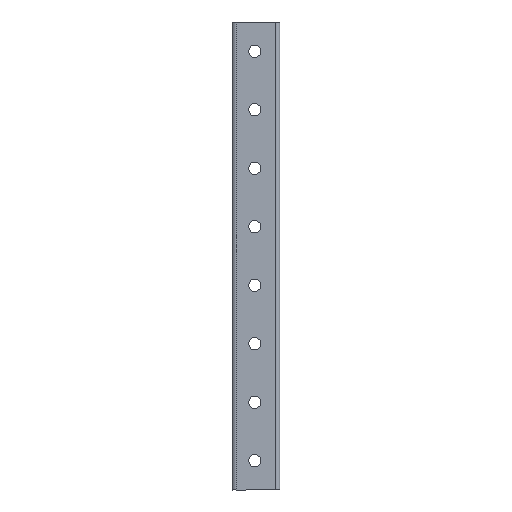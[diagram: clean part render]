
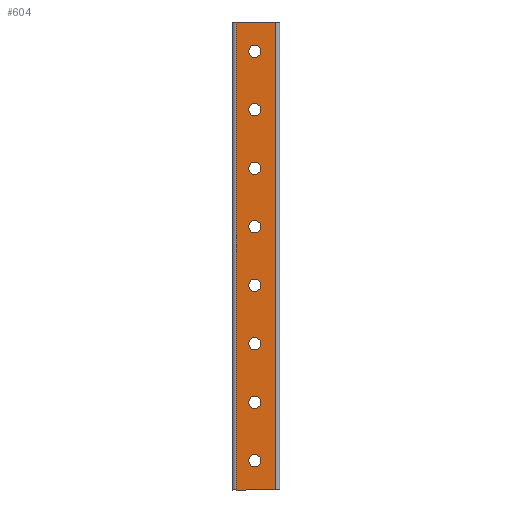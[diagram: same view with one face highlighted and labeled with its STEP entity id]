
A CAD part, left-side view. The second image highlights one B-rep face of the part: STEP entity #604.
In plain terms, the highlighted planar face has unit normal (-1, 0, 0).
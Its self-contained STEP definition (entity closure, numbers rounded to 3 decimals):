
#10 = VERTEX_POINT ( 'NONE', #2466 ) ;
#38 = ORIENTED_EDGE ( 'NONE', *, *, #1611, .T. ) ;
#39 = ORIENTED_EDGE ( 'NONE', *, *, #1566, .F. ) ;
#87 = ORIENTED_EDGE ( 'NONE', *, *, #1503, .T. ) ;
#88 = ORIENTED_EDGE ( 'NONE', *, *, #1608, .F. ) ;
#136 = ORIENTED_EDGE ( 'NONE', *, *, #1586, .F. ) ;
#137 = ORIENTED_EDGE ( 'NONE', *, *, #1531, .F. ) ;
#162 = VERTEX_POINT ( 'NONE', #2556 ) ;
#163 = VERTEX_POINT ( 'NONE', #2555 ) ;
#184 = ORIENTED_EDGE ( 'NONE', *, *, #1459, .F. ) ;
#185 = ORIENTED_EDGE ( 'NONE', *, *, #1455, .F. ) ;
#186 = ORIENTED_EDGE ( 'NONE', *, *, #1558, .F. ) ;
#234 = ORIENTED_EDGE ( 'NONE', *, *, #1594, .T. ) ;
#235 = ORIENTED_EDGE ( 'NONE', *, *, #1573, .F. ) ;
#236 = ORIENTED_EDGE ( 'NONE', *, *, #1654, .F. ) ;
#255 = VERTEX_POINT ( 'NONE', #2584 ) ;
#604 = ADVANCED_FACE ( 'NONE', ( #1277, #1274, #1279, #1281, #1276, #1273, #1272, #1271, #1270 ), #653, .F. ) ;
#633 = DIRECTION ( 'NONE',  ( 0., 1., 0. ) ) ;
#653 = PLANE ( 'NONE',  #1707 ) ;
#772 = CARTESIAN_POINT ( 'NONE',  ( -20.5, 21.5, 125. ) ) ;
#802 = DIRECTION ( 'NONE',  ( 0., -1., 0. ) ) ;
#809 = DIRECTION ( 'NONE',  ( -1., 0., 0. ) ) ;
#811 = DIRECTION ( 'NONE',  ( 1., 0., 0. ) ) ;
#818 = DIRECTION ( 'NONE',  ( 0., 0., -1. ) ) ;
#831 = CARTESIAN_POINT ( 'NONE',  ( -20.5, 37.5, 1500. ) ) ;
#843 = CARTESIAN_POINT ( 'NONE',  ( -20.5, 3.5, 1500. ) ) ;
#855 = CIRCLE ( 'NONE', #1405, 5.25 ) ;
#857 = CIRCLE ( 'NONE', #1477, 5.25 ) ;
#876 = CIRCLE ( 'NONE', #1335, 5.25 ) ;
#913 = VECTOR ( 'NONE', #2003, 1000. ) ;
#917 = LINE ( 'NONE', #1994, #913 ) ;
#921 = CIRCLE ( 'NONE', #1342, 5.25 ) ;
#944 = VECTOR ( 'NONE', #1964, 1000. ) ;
#959 = LINE ( 'NONE', #1965, #944 ) ;
#981 = VERTEX_POINT ( 'NONE', #1733 ) ;
#989 = VERTEX_POINT ( 'NONE', #1931 ) ;
#998 = CIRCLE ( 'NONE', #1480, 5.25 ) ;
#1002 = VERTEX_POINT ( 'NONE', #1859 ) ;
#1041 = VERTEX_POINT ( 'NONE', #1841 ) ;
#1046 = VERTEX_POINT ( 'NONE', #1874 ) ;
#1051 = VERTEX_POINT ( 'NONE', #1831 ) ;
#1057 = VERTEX_POINT ( 'NONE', #1737 ) ;
#1060 = VERTEX_POINT ( 'NONE', #2446 ) ;
#1071 = CIRCLE ( 'NONE', #1543, 5.25 ) ;
#1097 = CIRCLE ( 'NONE', #1376, 5.25 ) ;
#1130 = VECTOR ( 'NONE', #2018, 1000. ) ;
#1133 = LINE ( 'NONE', #1979, #1130 ) ;
#1177 = VECTOR ( 'NONE', #818, 1000. ) ;
#1181 = LINE ( 'NONE', #843, #1177 ) ;
#1187 = CIRCLE ( 'NONE', #1697, 5.25 ) ;
#1270 = FACE_OUTER_BOUND ( 'NONE', #2299, .T. ) ;
#1271 = FACE_BOUND ( 'NONE', #2399, .T. ) ;
#1272 = FACE_BOUND ( 'NONE', #2164, .T. ) ;
#1273 = FACE_BOUND ( 'NONE', #2251, .T. ) ;
#1274 = FACE_BOUND ( 'NONE', #2252, .T. ) ;
#1276 = FACE_BOUND ( 'NONE', #2350, .T. ) ;
#1277 = FACE_BOUND ( 'NONE', #2203, .T. ) ;
#1279 = FACE_BOUND ( 'NONE', #2300, .T. ) ;
#1281 = FACE_BOUND ( 'NONE', #2202, .T. ) ;
#1335 = AXIS2_PLACEMENT_3D ( 'NONE', #2037, #1956, #1955 ) ;
#1342 = AXIS2_PLACEMENT_3D ( 'NONE', #1921, #1904, #1910 ) ;
#1376 = AXIS2_PLACEMENT_3D ( 'NONE', #1786, #1810, #1808 ) ;
#1405 = AXIS2_PLACEMENT_3D ( 'NONE', #1996, #1833, #2142 ) ;
#1455 = EDGE_CURVE ( 'NONE', #989, #989, #1187, .T. ) ;
#1459 = EDGE_CURVE ( 'NONE', #10, #255, #1181, .T. ) ;
#1477 = AXIS2_PLACEMENT_3D ( 'NONE', #1856, #2145, #2044 ) ;
#1480 = AXIS2_PLACEMENT_3D ( 'NONE', #2146, #2055, #2053 ) ;
#1503 = EDGE_CURVE ( 'NONE', #162, #163, #1133, .T. ) ;
#1531 = EDGE_CURVE ( 'NONE', #981, #981, #1097, .T. ) ;
#1543 = AXIS2_PLACEMENT_3D ( 'NONE', #1843, #1837, #1750 ) ;
#1558 = EDGE_CURVE ( 'NONE', #1002, #1002, #1071, .T. ) ;
#1566 = EDGE_CURVE ( 'NONE', #1051, #1051, #857, .T. ) ;
#1573 = EDGE_CURVE ( 'NONE', #1041, #1041, #998, .T. ) ;
#1586 = EDGE_CURVE ( 'NONE', #1057, #1057, #855, .T. ) ;
#1594 = EDGE_CURVE ( 'NONE', #163, #255, #959, .T. ) ;
#1608 = EDGE_CURVE ( 'NONE', #1046, #1046, #921, .T. ) ;
#1611 = EDGE_CURVE ( 'NONE', #10, #162, #917, .T. ) ;
#1654 = EDGE_CURVE ( 'NONE', #1060, #1060, #876, .T. ) ;
#1697 = AXIS2_PLACEMENT_3D ( 'NONE', #772, #809, #802 ) ;
#1707 = AXIS2_PLACEMENT_3D ( 'NONE', #831, #811, #633 ) ;
#1733 = CARTESIAN_POINT ( 'NONE',  ( -20.5, 16.25, -75. ) ) ;
#1737 = CARTESIAN_POINT ( 'NONE',  ( -20.5, 16.25, 175. ) ) ;
#1750 = DIRECTION ( 'NONE',  ( 0., -1., 0. ) ) ;
#1786 = CARTESIAN_POINT ( 'NONE',  ( -20.5, 21.5, -75. ) ) ;
#1808 = DIRECTION ( 'NONE',  ( 0., -1., 0. ) ) ;
#1810 = DIRECTION ( 'NONE',  ( -1., 0., 0. ) ) ;
#1831 = CARTESIAN_POINT ( 'NONE',  ( -20.5, 16.25, -25. ) ) ;
#1833 = DIRECTION ( 'NONE',  ( -1., 0., 0. ) ) ;
#1837 = DIRECTION ( 'NONE',  ( -1., 0., 0. ) ) ;
#1841 = CARTESIAN_POINT ( 'NONE',  ( -20.5, 16.25, 75. ) ) ;
#1843 = CARTESIAN_POINT ( 'NONE',  ( -20.5, 21.5, -125. ) ) ;
#1856 = CARTESIAN_POINT ( 'NONE',  ( -20.5, 21.5, -25. ) ) ;
#1859 = CARTESIAN_POINT ( 'NONE',  ( -20.5, 16.25, -125. ) ) ;
#1874 = CARTESIAN_POINT ( 'NONE',  ( -20.5, 16.25, 25. ) ) ;
#1904 = DIRECTION ( 'NONE',  ( -1., 0., 0. ) ) ;
#1910 = DIRECTION ( 'NONE',  ( 0., -1., 0. ) ) ;
#1921 = CARTESIAN_POINT ( 'NONE',  ( -20.5, 21.5, 25. ) ) ;
#1931 = CARTESIAN_POINT ( 'NONE',  ( -20.5, 16.25, 125. ) ) ;
#1955 = DIRECTION ( 'NONE',  ( 0., -1., 0. ) ) ;
#1956 = DIRECTION ( 'NONE',  ( -1., 0., 0. ) ) ;
#1964 = DIRECTION ( 'NONE',  ( 0., -1., 0. ) ) ;
#1965 = CARTESIAN_POINT ( 'NONE',  ( -20.5, 41., -200. ) ) ;
#1979 = CARTESIAN_POINT ( 'NONE',  ( -20.5, 37.5, 1500. ) ) ;
#1994 = CARTESIAN_POINT ( 'NONE',  ( -20.5, 41., 200. ) ) ;
#1996 = CARTESIAN_POINT ( 'NONE',  ( -20.5, 21.5, 175. ) ) ;
#2003 = DIRECTION ( 'NONE',  ( 0., 1., 0. ) ) ;
#2018 = DIRECTION ( 'NONE',  ( 0., 0., -1. ) ) ;
#2037 = CARTESIAN_POINT ( 'NONE',  ( -20.5, 21.5, -175. ) ) ;
#2044 = DIRECTION ( 'NONE',  ( 0., -1., 0. ) ) ;
#2053 = DIRECTION ( 'NONE',  ( 0., -1., 0. ) ) ;
#2055 = DIRECTION ( 'NONE',  ( -1., 0., 0. ) ) ;
#2142 = DIRECTION ( 'NONE',  ( 0., -1., 0. ) ) ;
#2145 = DIRECTION ( 'NONE',  ( -1., 0., 0. ) ) ;
#2146 = CARTESIAN_POINT ( 'NONE',  ( -20.5, 21.5, 75. ) ) ;
#2164 = EDGE_LOOP ( 'NONE', ( #185 ) ) ;
#2202 = EDGE_LOOP ( 'NONE', ( #39 ) ) ;
#2203 = EDGE_LOOP ( 'NONE', ( #236 ) ) ;
#2251 = EDGE_LOOP ( 'NONE', ( #235 ) ) ;
#2252 = EDGE_LOOP ( 'NONE', ( #186 ) ) ;
#2299 = EDGE_LOOP ( 'NONE', ( #38, #87, #234, #184 ) ) ;
#2300 = EDGE_LOOP ( 'NONE', ( #137 ) ) ;
#2350 = EDGE_LOOP ( 'NONE', ( #88 ) ) ;
#2399 = EDGE_LOOP ( 'NONE', ( #136 ) ) ;
#2446 = CARTESIAN_POINT ( 'NONE',  ( -20.5, 16.25, -175. ) ) ;
#2466 = CARTESIAN_POINT ( 'NONE',  ( -20.5, 3.5, 200. ) ) ;
#2555 = CARTESIAN_POINT ( 'NONE',  ( -20.5, 37.5, -200. ) ) ;
#2556 = CARTESIAN_POINT ( 'NONE',  ( -20.5, 37.5, 200. ) ) ;
#2584 = CARTESIAN_POINT ( 'NONE',  ( -20.5, 3.5, -200. ) ) ;
